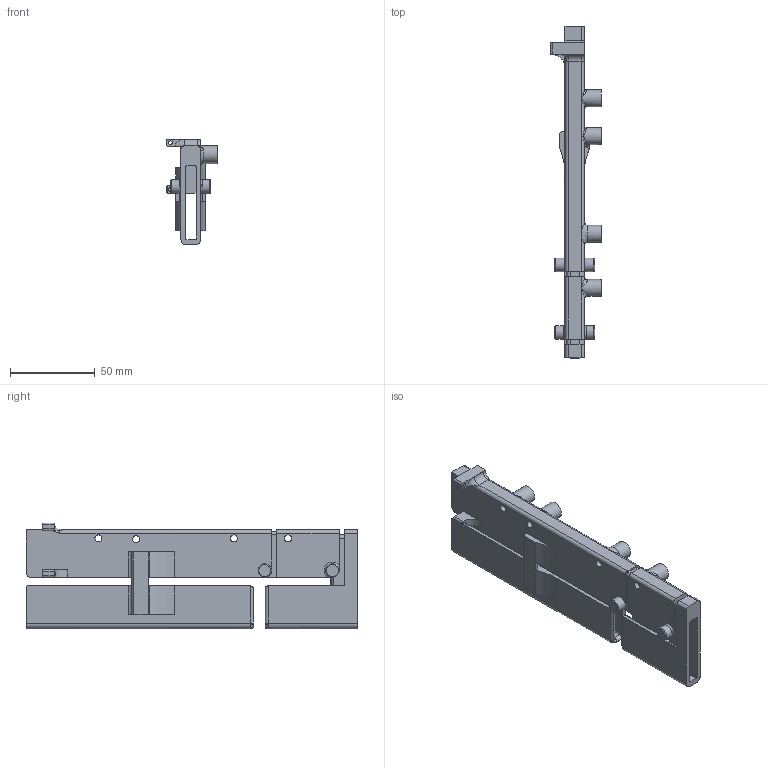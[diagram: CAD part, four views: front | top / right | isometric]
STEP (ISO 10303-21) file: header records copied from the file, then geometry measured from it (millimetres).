
FILE_DESCRIPTION(/* description */ (''),/* implementation_level */ '2;1');
FILE_NAME(/* name */ '14380 - Plane Launcher - micro servo.step',/* time_stamp */ '2024-01-03T17:09:06+10:00',/* author */ (''),/* organization */ (''),/* preprocessor_version */ 'ST-DEVELOPER v20',/* originating_system */ 'Autodesk Translation Framework v12.14.0.127',/* authorisation */ '');
FILE_SCHEMA (('AUTOMOTIVE_DESIGN { 1 0 10303 214 3 1 1 }'));
Length unit declared in the file: millimetre
Products named in the file (2): 14380 - Plane Launcher V3; Component1
Assembly tree (1 placements, depth 2):
  14380 - Plane Launcher V3
    Component1
Bounding box: 30 x 196 x 62.55 mm (x, y, z)
Volume: 76612 mm3; surface area: 48790.2 mm2
Topology: 1 solids, 1 shells, 226 faces, 628 edges, 391 vertices
Faces by surface type: plane 86, cylinder 84, bspline 41, torus 14, cone 1
Full cylindrical faces by diameter (mm): 2.2 x2, 4.2 x4, 8 x4, 10 x4
Entity records: 9357 total; most frequent: CARTESIAN_POINT 3649, ORIENTED_EDGE 1236, DIRECTION 1134, EDGE_CURVE 618, AXIS2_PLACEMENT_3D 408, VERTEX_POINT 391, LINE 318, VECTOR 318
